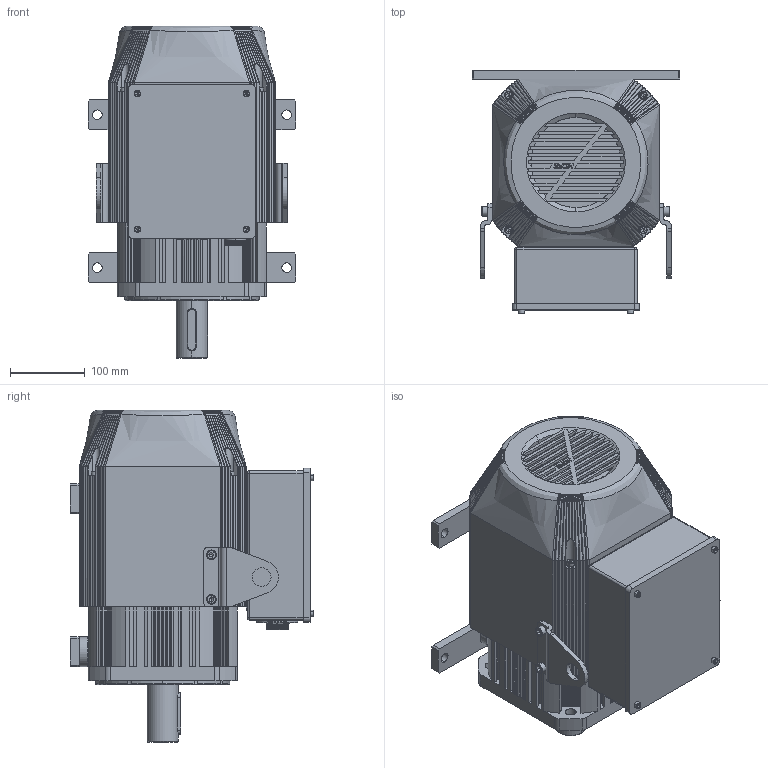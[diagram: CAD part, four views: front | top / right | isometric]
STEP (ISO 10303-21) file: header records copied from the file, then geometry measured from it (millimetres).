
FILE_DESCRIPTION (( 'STEP AP203' ), '1' );
FILE_NAME ('10002030101-0031-SV-X7VMM20-11D15CH-DN0F-0BH-3僇俋倛芞.STEP', '2025-10-28T12:07:07', ( '' ), ( '' ), 'SwSTEP 2.0', 'SolidWorks 2021', '' );
FILE_SCHEMA (( 'CONFIG_CONTROL_DESIGN' ));
Products named in the file (1): 10002030101-0031-SV-X7VMM20-11D15CH-DN0F-0BH-3僇俋倛芞
Bounding box: 278 x 326.5 x 445 mm (x, y, z)
Volume: 15121419.7 mm3; surface area: 1057240.1 mm2
Topology: 20 solids, 52 shells, 3500 faces, 9309 edges, 5835 vertices
Faces by surface type: plane 1518, cylinder 975, bspline 374, cone 296, torus 233, sphere 104
Entity records: 144283 total; most frequent: CARTESIAN_POINT 59942, ORIENTED_EDGE 18098, DIRECTION 16982, EDGE_CURVE 9049, AXIS2_PLACEMENT_3D 6226, VERTEX_POINT 5780, LINE 4530, VECTOR 4530
